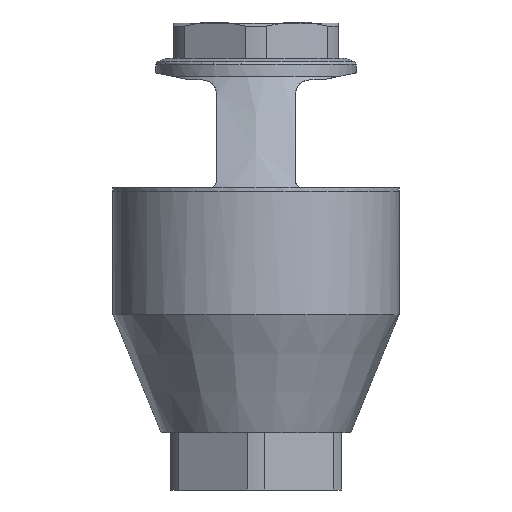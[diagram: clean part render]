
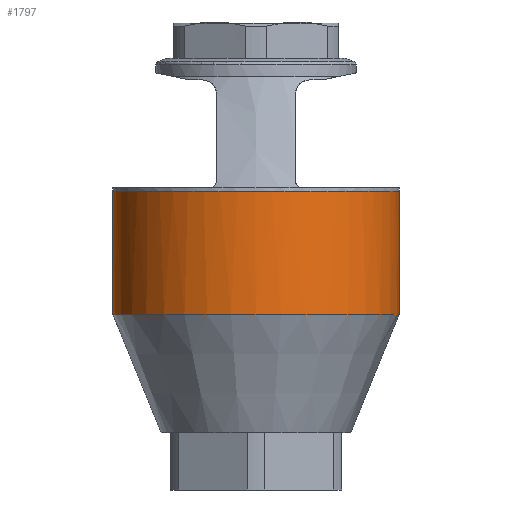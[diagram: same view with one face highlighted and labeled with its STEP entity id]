
A CAD part, front view. The second image highlights one B-rep face of the part: STEP entity #1797.
In plain terms, the highlighted cylindrical face has radius 40 mm (diameter 80 mm), a partial arc.
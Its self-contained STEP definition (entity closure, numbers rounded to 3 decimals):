
#67=B_SPLINE_CURVE_WITH_KNOTS($,3,(#3340,#3341,#3342,#3343,#3344,#3345,
#3346,#3347,#3348),.UNSPECIFIED.,.F.,.F.,(4,1,1,1,1,1,4),(0.,0.167,
0.333,0.5,0.667,0.833,1.),
 .UNSPECIFIED.);
#235=FACE_OUTER_BOUND($,#339,.T.);
#339=EDGE_LOOP($,(#1483,#1484,#1485,#1486));
#452=LINE($,#3482,#564);
#453=LINE($,#3483,#565);
#564=VECTOR($,#2414,34.5);
#565=VECTOR($,#2415,34.5);
#652=CIRCLE($,#1977,40.);
#782=VERTEX_POINT($,#3338);
#783=VERTEX_POINT($,#3339);
#816=VERTEX_POINT($,#3474);
#817=VERTEX_POINT($,#3475);
#1005=EDGE_CURVE($,#782,#783,#67,.T.);
#1051=EDGE_CURVE($,#816,#817,#652,.T.);
#1055=EDGE_CURVE($,#816,#783,#452,.T.);
#1056=EDGE_CURVE($,#782,#817,#453,.T.);
#1483=ORIENTED_EDGE($,*,*,#1055,.F.);
#1484=ORIENTED_EDGE($,*,*,#1051,.T.);
#1485=ORIENTED_EDGE($,*,*,#1056,.F.);
#1486=ORIENTED_EDGE($,*,*,#1005,.T.);
#1711=CYLINDRICAL_SURFACE($,#1980,40.);
#1797=ADVANCED_FACE($,(#235),#1711,.T.);
#1977=AXIS2_PLACEMENT_3D($,#3476,#2404,#2405);
#1980=AXIS2_PLACEMENT_3D($,#3481,#2412,#2413);
#2404=DIRECTION('center_axis',(0.,0.,1.));
#2405=DIRECTION('ref_axis',(-1.,0.,0.));
#2412=DIRECTION('center_axis',(0.,0.,-1.));
#2413=DIRECTION('ref_axis',(-1.,0.,0.));
#2414=DIRECTION($,(0.,0.,1.));
#2415=DIRECTION($,(0.,0.,-1.));
#3338=CARTESIAN_POINT('',(40.,0.,34.5));
#3339=CARTESIAN_POINT('',(-40.,0.,34.5));
#3340=CARTESIAN_POINT('Ctrl Pts',(40.,0.,
34.5));
#3341=CARTESIAN_POINT('Ctrl Pts',(40.157,-7.068,34.5));
#3342=CARTESIAN_POINT('Ctrl Pts',(36.188,-20.893,34.5));
#3343=CARTESIAN_POINT('Ctrl Pts',(20.953,-36.272,34.5));
#3344=CARTESIAN_POINT('Ctrl Pts',(0.,-41.864,
34.5));
#3345=CARTESIAN_POINT('Ctrl Pts',(-20.953,-36.272,34.5));
#3346=CARTESIAN_POINT('Ctrl Pts',(-36.188,-20.893,34.5));
#3347=CARTESIAN_POINT('Ctrl Pts',(-40.157,-7.068,34.5));
#3348=CARTESIAN_POINT('Ctrl Pts',(-40.,0.,
34.5));
#3474=CARTESIAN_POINT('',(-40.,0.,0.));
#3475=CARTESIAN_POINT('',(40.,0.,0.));
#3476=CARTESIAN_POINT('Origin',(0.,0.,
0.));
#3481=CARTESIAN_POINT('Origin',(0.,0.,-163.5));
#3482=CARTESIAN_POINT($,(-40.,0.,0.));
#3483=CARTESIAN_POINT($,(40.,0.,34.5));
